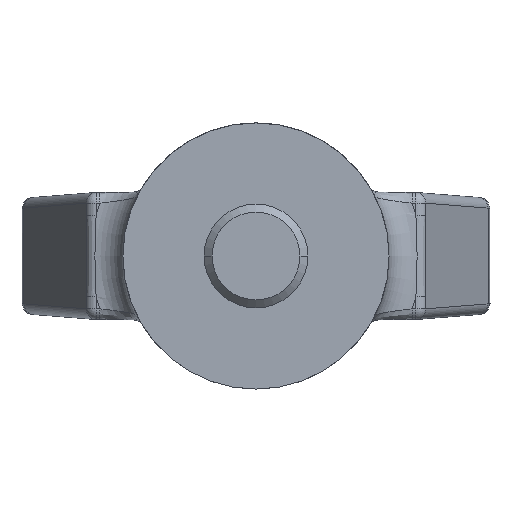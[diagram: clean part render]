
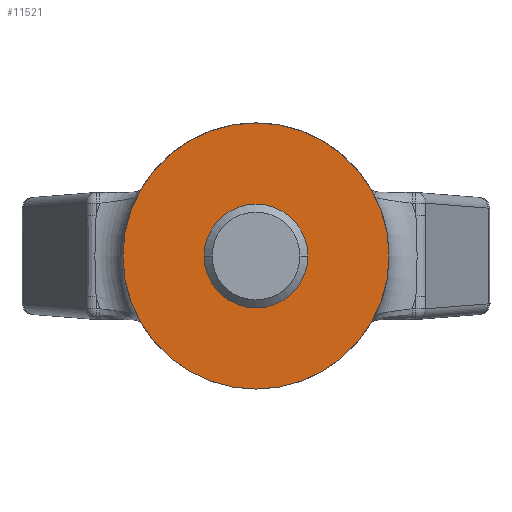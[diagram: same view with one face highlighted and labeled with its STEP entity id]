
A CAD part, front view. The second image highlights one B-rep face of the part: STEP entity #11521.
In plain terms, the highlighted planar face has unit normal (0, -1, 0).
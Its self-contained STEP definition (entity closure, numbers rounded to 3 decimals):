
#2263=CARTESIAN_POINT('',(0.,-86.,0.));
#2264=DIRECTION('',(0.,-1.,0.));
#2265=DIRECTION('',(-1.,0.,0.));
#2266=AXIS2_PLACEMENT_3D('',#2263,#2264,#2265);
#2268=CARTESIAN_POINT('',(0.,-86.,0.));
#2269=DIRECTION('',(0.,1.,0.));
#2270=DIRECTION('',(-1.,0.,0.));
#2271=AXIS2_PLACEMENT_3D('',#2268,#2269,#2270);
#6192=CARTESIAN_POINT('',(-50.,-86.,0.));
#6193=CARTESIAN_POINT('',(50.,-86.,0.));
#6194=VERTEX_POINT('',#6192);
#6195=VERTEX_POINT('',#6193);
#11512=CARTESIAN_POINT('',(0.,-86.,0.));
#11513=DIRECTION('',(0.,1.,0.));
#11514=DIRECTION('',(1.,0.,0.));
#11515=AXIS2_PLACEMENT_3D('',#11512,#11513,#11514);
#11516=PLANE('',#11515);
#11517=ORIENTED_EDGE('',*,*,#8561,.F.);
#11518=ORIENTED_EDGE('',*,*,#11478,.T.);
#11519=EDGE_LOOP('',(#11517,#11518));
#11520=FACE_OUTER_BOUND('',#11519,.F.);
#11521=ADVANCED_FACE('',(#11520),#11516,.F.);
#2267=CIRCLE('',#2266,50.);
#2272=CIRCLE('',#2271,50.);
#8561=EDGE_CURVE('',#6194,#6195,#2267,.T.);
#11478=EDGE_CURVE('',#6194,#6195,#2272,.T.);
